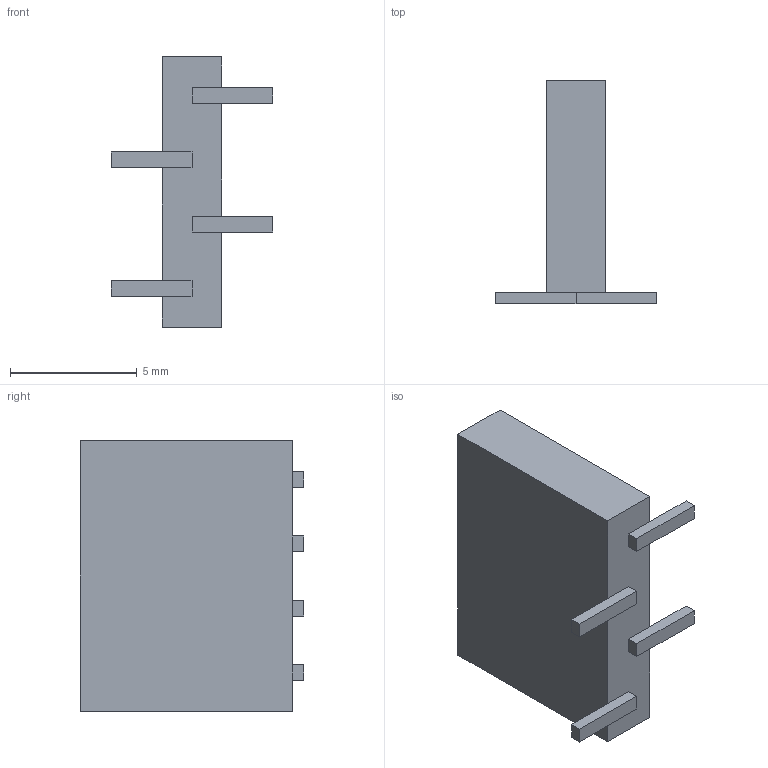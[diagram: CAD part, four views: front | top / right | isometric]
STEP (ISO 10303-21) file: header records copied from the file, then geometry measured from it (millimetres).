
FILE_DESCRIPTION(/* description */ (''),/* implementation_level */ '2;1');
FILE_NAME(/* name */ 'female_pin_header.step',/* time_stamp */ '2023-11-04T16:57:49+01:00',/* author */ (''),/* organization */ (''),/* preprocessor_version */ 'ST-DEVELOPER v20',/* originating_system */ 'Autodesk Translation Framework v12.14.0.127',/* authorisation */ '');
FILE_SCHEMA (('AUTOMOTIVE_DESIGN { 1 0 10303 214 3 1 1 }'));
Length unit declared in the file: millimetre
Products named in the file (1): female_pin_header
Bounding box: 6.38 x 8.82 x 10.68 mm (x, y, z)
Volume: 202.7 mm3; surface area: 354 mm2
Topology: 1 solids, 1 shells, 66 faces, 156 edges, 96 vertices
Faces by surface type: plane 66
Entity records: 1861 total; most frequent: CARTESIAN_POINT 319, ORIENTED_EDGE 312, DIRECTION 290, LINE 156, VECTOR 156, EDGE_CURVE 156, VERTEX_POINT 96, EDGE_LOOP 70
